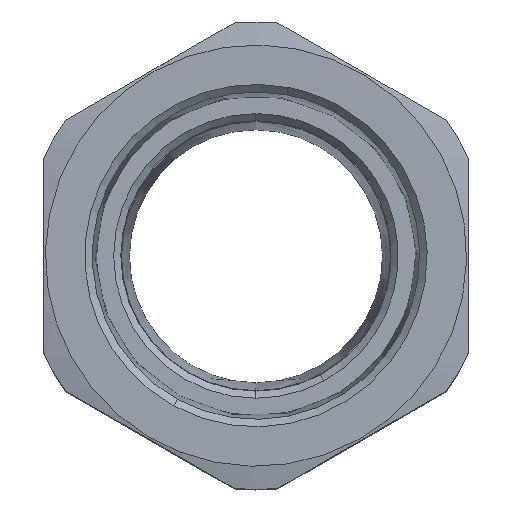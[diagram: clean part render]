
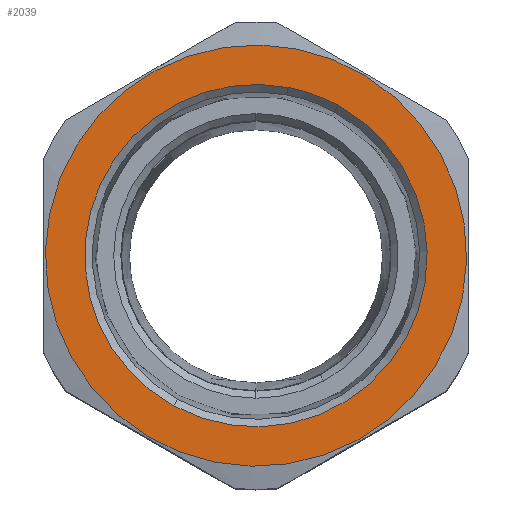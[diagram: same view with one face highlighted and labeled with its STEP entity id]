
A CAD part, top view. The second image highlights one B-rep face of the part: STEP entity #2039.
In plain terms, the highlighted planar face has unit normal (0, 0, 1).
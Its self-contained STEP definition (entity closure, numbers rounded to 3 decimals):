
#1898=AXIS2_PLACEMENT_3D('Circle Axis2P3D',#1896,#1897,$) ;
#1929=AXIS2_PLACEMENT_3D('Circle Axis2P3D',#1927,#1928,$) ;
#2007=AXIS2_PLACEMENT_3D('Plane Axis2P3D',#2004,#2005,#2006) ;
#2015=AXIS2_PLACEMENT_3D('Circle Axis2P3D',#2013,#2014,$) ;
#2024=AXIS2_PLACEMENT_3D('Circle Axis2P3D',#2022,#2023,$) ;
#2031=AXIS2_PLACEMENT_3D('Circle Axis2P3D',#2029,#2030,$) ;
#1893=CARTESIAN_POINT('Vertex',(45.479,58.406,84.25)) ;
#1896=CARTESIAN_POINT('Axis2P3D Location',(30.,33.,84.25)) ;
#1900=CARTESIAN_POINT('Vertex',(14.521,7.594,84.25)) ;
#1927=CARTESIAN_POINT('Axis2P3D Location',(30.,33.,84.25)) ;
#2004=CARTESIAN_POINT('Axis2P3D Location',(30.,33.,84.25)) ;
#2013=CARTESIAN_POINT('Axis2P3D Location',(30.,33.,84.25)) ;
#2017=CARTESIAN_POINT('Vertex',(18.406,11.778,84.25)) ;
#2019=CARTESIAN_POINT('Vertex',(34.521,56.756,84.25)) ;
#2022=CARTESIAN_POINT('Axis2P3D Location',(30.,33.,84.25)) ;
#2026=CARTESIAN_POINT('Vertex',(41.594,54.222,84.25)) ;
#2029=CARTESIAN_POINT('Axis2P3D Location',(30.,33.,84.25)) ;
#1897=DIRECTION('Axis2P3D Direction',(0.,0.,-1.)) ;
#1928=DIRECTION('Axis2P3D Direction',(0.,0.,-1.)) ;
#2005=DIRECTION('Axis2P3D Direction',(0.,0.,-1.)) ;
#2006=DIRECTION('Axis2P3D XDirection',(0.,1.,0.)) ;
#2014=DIRECTION('Axis2P3D Direction',(0.,0.,-1.)) ;
#2023=DIRECTION('Axis2P3D Direction',(0.,0.,-1.)) ;
#2030=DIRECTION('Axis2P3D Direction',(0.,0.,-1.)) ;
#2010=ORIENTED_EDGE('',*,*,#1931,.T.) ;
#2011=ORIENTED_EDGE('',*,*,#1902,.T.) ;
#2035=ORIENTED_EDGE('',*,*,#2021,.T.) ;
#2036=ORIENTED_EDGE('',*,*,#2028,.T.) ;
#2037=ORIENTED_EDGE('',*,*,#2033,.T.) ;
#2038=FACE_BOUND('',#2034,.T.) ;
#2039=ADVANCED_FACE('Body',(#2012,#2038),#2008,.F.) ;
#1899=CIRCLE('generated circle',#1898,29.75) ;
#1930=CIRCLE('generated circle',#1929,29.75) ;
#2016=CIRCLE('generated circle',#2015,24.183) ;
#2025=CIRCLE('generated circle',#2024,24.183) ;
#2032=CIRCLE('generated circle',#2031,24.183) ;
#1902=EDGE_CURVE('',#1901,#1894,#1899,.F.) ;
#1931=EDGE_CURVE('',#1894,#1901,#1930,.F.) ;
#2021=EDGE_CURVE('',#2018,#2020,#2016,.T.) ;
#2028=EDGE_CURVE('',#2020,#2027,#2025,.T.) ;
#2033=EDGE_CURVE('',#2027,#2018,#2032,.T.) ;
#2009=EDGE_LOOP('',(#2010,#2011)) ;
#2034=EDGE_LOOP('',(#2035,#2036,#2037)) ;
#2012=FACE_OUTER_BOUND('',#2009,.T.) ;
#2008=PLANE('',#2007) ;
#1894=VERTEX_POINT('',#1893) ;
#1901=VERTEX_POINT('',#1900) ;
#2018=VERTEX_POINT('',#2017) ;
#2020=VERTEX_POINT('',#2019) ;
#2027=VERTEX_POINT('',#2026) ;
